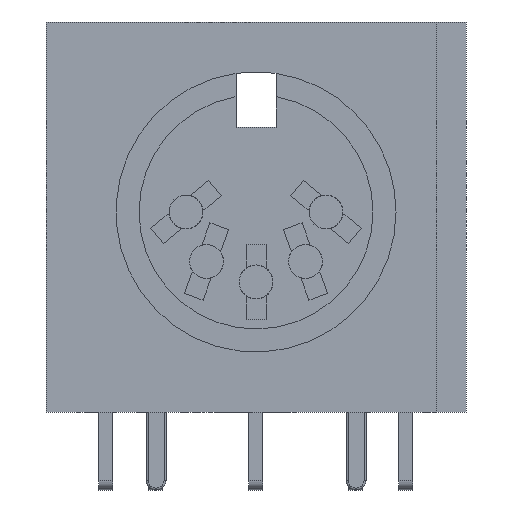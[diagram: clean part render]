
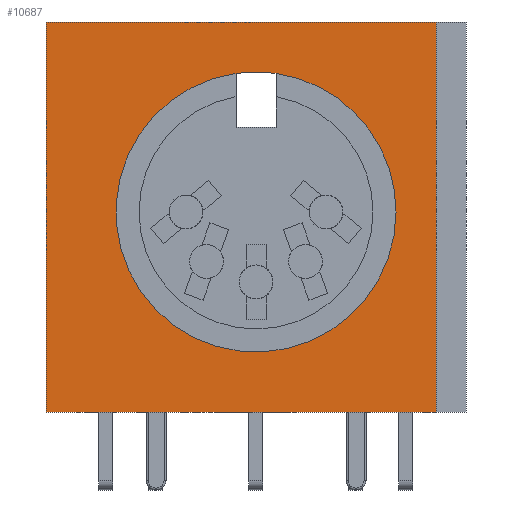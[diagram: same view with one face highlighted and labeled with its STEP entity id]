
A CAD part, front view. The second image highlights one B-rep face of the part: STEP entity #10687.
In plain terms, the highlighted planar face has unit normal (0, -1, 0).
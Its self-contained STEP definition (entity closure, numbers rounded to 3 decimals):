
#5776 = PLANE('',#5777);
#5777 = AXIS2_PLACEMENT_3D('',#5778,#5779,#5780);
#5778 = CARTESIAN_POINT('',(10.5,0.,-10.));
#5779 = DIRECTION('',(0.,0.,1.));
#5780 = DIRECTION('',(-1.,0.,0.));
#5936 = PLANE('',#5937);
#5937 = AXIS2_PLACEMENT_3D('',#5938,#5939,#5940);
#5938 = CARTESIAN_POINT('',(-10.5,0.,9.5));
#5939 = DIRECTION('',(0.,0.,-1.));
#5940 = DIRECTION('',(1.,0.,0.));
#6313 = CYLINDRICAL_SURFACE('',#6314,7.);
#6314 = AXIS2_PLACEMENT_3D('',#6315,#6316,#6317);
#6315 = CARTESIAN_POINT('',(0.,0.,0.));
#6316 = DIRECTION('',(0.,-1.,0.));
#6317 = DIRECTION('',(1.,0.,0.));
#6339 = CYLINDRICAL_SURFACE('',#6340,7.);
#6340 = AXIS2_PLACEMENT_3D('',#6341,#6342,#6343);
#6341 = CARTESIAN_POINT('',(0.,0.,0.));
#6342 = DIRECTION('',(0.,-1.,0.));
#6343 = DIRECTION('',(1.,0.,0.));
#7776 = CYLINDRICAL_SURFACE('',#7777,7.);
#7777 = AXIS2_PLACEMENT_3D('',#7778,#7779,#7780);
#7778 = CARTESIAN_POINT('',(0.,0.,0.));
#7779 = DIRECTION('',(0.,-1.,0.));
#7780 = DIRECTION('',(1.,0.,0.));
#7968 = VERTEX_POINT('',#7969);
#7969 = CARTESIAN_POINT('',(-10.5,0.,-10.));
#7983 = PLANE('',#7984);
#7984 = AXIS2_PLACEMENT_3D('',#7985,#7986,#7987);
#7985 = CARTESIAN_POINT('',(-10.5,0.,-10.));
#7986 = DIRECTION('',(1.,0.,0.));
#7987 = DIRECTION('',(0.,0.,1.));
#7995 = EDGE_CURVE('',#7996,#7968,#7998,.T.);
#7996 = VERTEX_POINT('',#7997);
#7997 = CARTESIAN_POINT('',(9.,0.,-10.));
#7998 = SURFACE_CURVE('',#7999,(#8003,#8010),.PCURVE_S1.);
#7999 = LINE('',#8000,#8001);
#8000 = CARTESIAN_POINT('',(10.5,0.,-10.));
#8001 = VECTOR('',#8002,1.);
#8002 = DIRECTION('',(-1.,0.,0.));
#8003 = PCURVE('',#5776,#8004);
#8004 = DEFINITIONAL_REPRESENTATION('',(#8005),#8009);
#8005 = LINE('',#8006,#8007);
#8006 = CARTESIAN_POINT('',(0.,0.));
#8007 = VECTOR('',#8008,1.);
#8008 = DIRECTION('',(1.,0.));
#8009 = ( GEOMETRIC_REPRESENTATION_CONTEXT(2) 
PARAMETRIC_REPRESENTATION_CONTEXT() REPRESENTATION_CONTEXT('2D SPACE',''
  ) );
#8010 = PCURVE('',#8011,#8016);
#8011 = PLANE('',#8012);
#8012 = AXIS2_PLACEMENT_3D('',#8013,#8014,#8015);
#8013 = CARTESIAN_POINT('',(0.,0.,-0.25));
#8014 = DIRECTION('',(0.,1.,0.));
#8015 = DIRECTION('',(0.,0.,1.));
#8016 = DEFINITIONAL_REPRESENTATION('',(#8017),#8021);
#8017 = LINE('',#8018,#8019);
#8018 = CARTESIAN_POINT('',(-9.75,10.5));
#8019 = VECTOR('',#8020,1.);
#8020 = DIRECTION('',(0.,-1.));
#8021 = ( GEOMETRIC_REPRESENTATION_CONTEXT(2) 
PARAMETRIC_REPRESENTATION_CONTEXT() REPRESENTATION_CONTEXT('2D SPACE',''
  ) );
#8037 = PLANE('',#8038);
#8038 = AXIS2_PLACEMENT_3D('',#8039,#8040,#8041);
#8039 = CARTESIAN_POINT('',(9.,0.45,-0.25));
#8040 = DIRECTION('',(-1.,0.,0.));
#8041 = DIRECTION('',(0.,0.,-1.));
#8101 = EDGE_CURVE('',#8102,#8104,#8106,.T.);
#8102 = VERTEX_POINT('',#8103);
#8103 = CARTESIAN_POINT('',(-10.5,0.,9.5));
#8104 = VERTEX_POINT('',#8105);
#8105 = CARTESIAN_POINT('',(9.,0.,9.5));
#8106 = SURFACE_CURVE('',#8107,(#8111,#8118),.PCURVE_S1.);
#8107 = LINE('',#8108,#8109);
#8108 = CARTESIAN_POINT('',(-10.5,0.,9.5));
#8109 = VECTOR('',#8110,1.);
#8110 = DIRECTION('',(1.,0.,0.));
#8111 = PCURVE('',#5936,#8112);
#8112 = DEFINITIONAL_REPRESENTATION('',(#8113),#8117);
#8113 = LINE('',#8114,#8115);
#8114 = CARTESIAN_POINT('',(0.,0.));
#8115 = VECTOR('',#8116,1.);
#8116 = DIRECTION('',(1.,0.));
#8117 = ( GEOMETRIC_REPRESENTATION_CONTEXT(2) 
PARAMETRIC_REPRESENTATION_CONTEXT() REPRESENTATION_CONTEXT('2D SPACE',''
  ) );
#8118 = PCURVE('',#8011,#8119);
#8119 = DEFINITIONAL_REPRESENTATION('',(#8120),#8124);
#8120 = LINE('',#8121,#8122);
#8121 = CARTESIAN_POINT('',(9.75,-10.5));
#8122 = VECTOR('',#8123,1.);
#8123 = DIRECTION('',(0.,1.));
#8124 = ( GEOMETRIC_REPRESENTATION_CONTEXT(2) 
PARAMETRIC_REPRESENTATION_CONTEXT() REPRESENTATION_CONTEXT('2D SPACE',''
  ) );
#8247 = EDGE_CURVE('',#8248,#8250,#8252,.T.);
#8248 = VERTEX_POINT('',#8249);
#8249 = CARTESIAN_POINT('',(1.,0.,6.928));
#8250 = VERTEX_POINT('',#8251);
#8251 = CARTESIAN_POINT('',(-1.,0.,6.928));
#8252 = SURFACE_CURVE('',#8253,(#8258,#8264),.PCURVE_S1.);
#8253 = CIRCLE('',#8254,7.);
#8254 = AXIS2_PLACEMENT_3D('',#8255,#8256,#8257);
#8255 = CARTESIAN_POINT('',(0.,0.,0.));
#8256 = DIRECTION('',(0.,-1.,0.));
#8257 = DIRECTION('',(1.,0.,0.));
#8258 = PCURVE('',#7776,#8259);
#8259 = DEFINITIONAL_REPRESENTATION('',(#8260),#8263);
#8260 = B_SPLINE_CURVE_WITH_KNOTS('',1,(#8261,#8262),.UNSPECIFIED.,.F.,
  .F.,(2,2),(1.427,1.714),.PIECEWISE_BEZIER_KNOTS.);
#8261 = CARTESIAN_POINT('',(1.427,0.));
#8262 = CARTESIAN_POINT('',(1.714,0.));
#8263 = ( GEOMETRIC_REPRESENTATION_CONTEXT(2) 
PARAMETRIC_REPRESENTATION_CONTEXT() REPRESENTATION_CONTEXT('2D SPACE',''
  ) );
#8264 = PCURVE('',#8011,#8265);
#8265 = DEFINITIONAL_REPRESENTATION('',(#8266),#8274);
#8266 = ( BOUNDED_CURVE() B_SPLINE_CURVE(2,(#8267,#8268,#8269,#8270,
#8271,#8272,#8273),.UNSPECIFIED.,.T.,.F.) B_SPLINE_CURVE_WITH_KNOTS((1,2
    ,2,2,2,1),(-2.094,0.,2.094,4.189,
6.283,8.378),.UNSPECIFIED.) CURVE() 
GEOMETRIC_REPRESENTATION_ITEM() RATIONAL_B_SPLINE_CURVE((1.,0.5,1.,0.5,
1.,0.5,1.)) REPRESENTATION_ITEM('') );
#8267 = CARTESIAN_POINT('',(0.25,7.));
#8268 = CARTESIAN_POINT('',(12.374,7.));
#8269 = CARTESIAN_POINT('',(6.312,-3.5));
#8270 = CARTESIAN_POINT('',(0.25,-14.));
#8271 = CARTESIAN_POINT('',(-5.812,-3.5));
#8272 = CARTESIAN_POINT('',(-11.874,7.));
#8273 = CARTESIAN_POINT('',(0.25,7.));
#8274 = ( GEOMETRIC_REPRESENTATION_CONTEXT(2) 
PARAMETRIC_REPRESENTATION_CONTEXT() REPRESENTATION_CONTEXT('2D SPACE',''
  ) );
#8320 = VERTEX_POINT('',#8321);
#8321 = CARTESIAN_POINT('',(7.,0.,0.));
#8340 = EDGE_CURVE('',#8250,#8320,#8341,.T.);
#8341 = SURFACE_CURVE('',#8342,(#8347,#8353),.PCURVE_S1.);
#8342 = CIRCLE('',#8343,7.);
#8343 = AXIS2_PLACEMENT_3D('',#8344,#8345,#8346);
#8344 = CARTESIAN_POINT('',(0.,0.,0.));
#8345 = DIRECTION('',(0.,-1.,0.));
#8346 = DIRECTION('',(1.,0.,0.));
#8347 = PCURVE('',#6313,#8348);
#8348 = DEFINITIONAL_REPRESENTATION('',(#8349),#8352);
#8349 = B_SPLINE_CURVE_WITH_KNOTS('',1,(#8350,#8351),.UNSPECIFIED.,.F.,
  .F.,(2,2),(1.714,6.283),.PIECEWISE_BEZIER_KNOTS.);
#8350 = CARTESIAN_POINT('',(1.714,0.));
#8351 = CARTESIAN_POINT('',(6.283,0.));
#8352 = ( GEOMETRIC_REPRESENTATION_CONTEXT(2) 
PARAMETRIC_REPRESENTATION_CONTEXT() REPRESENTATION_CONTEXT('2D SPACE',''
  ) );
#8353 = PCURVE('',#8011,#8354);
#8354 = DEFINITIONAL_REPRESENTATION('',(#8355),#8363);
#8355 = ( BOUNDED_CURVE() B_SPLINE_CURVE(2,(#8356,#8357,#8358,#8359,
#8360,#8361,#8362),.UNSPECIFIED.,.T.,.F.) B_SPLINE_CURVE_WITH_KNOTS((1,2
    ,2,2,2,1),(-2.094,0.,2.094,4.189,
6.283,8.378),.UNSPECIFIED.) CURVE() 
GEOMETRIC_REPRESENTATION_ITEM() RATIONAL_B_SPLINE_CURVE((1.,0.5,1.,0.5,
1.,0.5,1.)) REPRESENTATION_ITEM('') );
#8356 = CARTESIAN_POINT('',(0.25,7.));
#8357 = CARTESIAN_POINT('',(12.374,7.));
#8358 = CARTESIAN_POINT('',(6.312,-3.5));
#8359 = CARTESIAN_POINT('',(0.25,-14.));
#8360 = CARTESIAN_POINT('',(-5.812,-3.5));
#8361 = CARTESIAN_POINT('',(-11.874,7.));
#8362 = CARTESIAN_POINT('',(0.25,7.));
#8363 = ( GEOMETRIC_REPRESENTATION_CONTEXT(2) 
PARAMETRIC_REPRESENTATION_CONTEXT() REPRESENTATION_CONTEXT('2D SPACE',''
  ) );
#8370 = EDGE_CURVE('',#8320,#8248,#8371,.T.);
#8371 = SURFACE_CURVE('',#8372,(#8377,#8383),.PCURVE_S1.);
#8372 = CIRCLE('',#8373,7.);
#8373 = AXIS2_PLACEMENT_3D('',#8374,#8375,#8376);
#8374 = CARTESIAN_POINT('',(0.,0.,0.));
#8375 = DIRECTION('',(0.,-1.,0.));
#8376 = DIRECTION('',(1.,0.,0.));
#8377 = PCURVE('',#6339,#8378);
#8378 = DEFINITIONAL_REPRESENTATION('',(#8379),#8382);
#8379 = B_SPLINE_CURVE_WITH_KNOTS('',1,(#8380,#8381),.UNSPECIFIED.,.F.,
  .F.,(2,2),(0.,1.427),.PIECEWISE_BEZIER_KNOTS.);
#8380 = CARTESIAN_POINT('',(0.,0.));
#8381 = CARTESIAN_POINT('',(1.427,0.));
#8382 = ( GEOMETRIC_REPRESENTATION_CONTEXT(2) 
PARAMETRIC_REPRESENTATION_CONTEXT() REPRESENTATION_CONTEXT('2D SPACE',''
  ) );
#8383 = PCURVE('',#8011,#8384);
#8384 = DEFINITIONAL_REPRESENTATION('',(#8385),#8393);
#8385 = ( BOUNDED_CURVE() B_SPLINE_CURVE(2,(#8386,#8387,#8388,#8389,
#8390,#8391,#8392),.UNSPECIFIED.,.T.,.F.) B_SPLINE_CURVE_WITH_KNOTS((1,2
    ,2,2,2,1),(-2.094,0.,2.094,4.189,
6.283,8.378),.UNSPECIFIED.) CURVE() 
GEOMETRIC_REPRESENTATION_ITEM() RATIONAL_B_SPLINE_CURVE((1.,0.5,1.,0.5,
1.,0.5,1.)) REPRESENTATION_ITEM('') );
#8386 = CARTESIAN_POINT('',(0.25,7.));
#8387 = CARTESIAN_POINT('',(12.374,7.));
#8388 = CARTESIAN_POINT('',(6.312,-3.5));
#8389 = CARTESIAN_POINT('',(0.25,-14.));
#8390 = CARTESIAN_POINT('',(-5.812,-3.5));
#8391 = CARTESIAN_POINT('',(-11.874,7.));
#8392 = CARTESIAN_POINT('',(0.25,7.));
#8393 = ( GEOMETRIC_REPRESENTATION_CONTEXT(2) 
PARAMETRIC_REPRESENTATION_CONTEXT() REPRESENTATION_CONTEXT('2D SPACE',''
  ) );
#10664 = EDGE_CURVE('',#7996,#8104,#10665,.T.);
#10665 = SURFACE_CURVE('',#10666,(#10670,#10677),.PCURVE_S1.);
#10666 = LINE('',#10667,#10668);
#10667 = CARTESIAN_POINT('',(9.,0.,-10.));
#10668 = VECTOR('',#10669,1.);
#10669 = DIRECTION('',(0.,0.,1.));
#10670 = PCURVE('',#8037,#10671);
#10671 = DEFINITIONAL_REPRESENTATION('',(#10672),#10676);
#10672 = LINE('',#10673,#10674);
#10673 = CARTESIAN_POINT('',(9.75,0.45));
#10674 = VECTOR('',#10675,1.);
#10675 = DIRECTION('',(-1.,0.));
#10676 = ( GEOMETRIC_REPRESENTATION_CONTEXT(2) 
PARAMETRIC_REPRESENTATION_CONTEXT() REPRESENTATION_CONTEXT('2D SPACE',''
  ) );
#10677 = PCURVE('',#8011,#10678);
#10678 = DEFINITIONAL_REPRESENTATION('',(#10679),#10683);
#10679 = LINE('',#10680,#10681);
#10680 = CARTESIAN_POINT('',(-9.75,9.));
#10681 = VECTOR('',#10682,1.);
#10682 = DIRECTION('',(1.,0.));
#10683 = ( GEOMETRIC_REPRESENTATION_CONTEXT(2) 
PARAMETRIC_REPRESENTATION_CONTEXT() REPRESENTATION_CONTEXT('2D SPACE',''
  ) );
#10687 = ADVANCED_FACE('',(#10688,#10714),#8011,.F.);
#10688 = FACE_BOUND('',#10689,.F.);
#10689 = EDGE_LOOP('',(#10690,#10711,#10712,#10713));
#10690 = ORIENTED_EDGE('',*,*,#10691,.T.);
#10691 = EDGE_CURVE('',#7968,#8102,#10692,.T.);
#10692 = SURFACE_CURVE('',#10693,(#10697,#10704),.PCURVE_S1.);
#10693 = LINE('',#10694,#10695);
#10694 = CARTESIAN_POINT('',(-10.5,0.,-10.));
#10695 = VECTOR('',#10696,1.);
#10696 = DIRECTION('',(0.,0.,1.));
#10697 = PCURVE('',#8011,#10698);
#10698 = DEFINITIONAL_REPRESENTATION('',(#10699),#10703);
#10699 = LINE('',#10700,#10701);
#10700 = CARTESIAN_POINT('',(-9.75,-10.5));
#10701 = VECTOR('',#10702,1.);
#10702 = DIRECTION('',(1.,0.));
#10703 = ( GEOMETRIC_REPRESENTATION_CONTEXT(2) 
PARAMETRIC_REPRESENTATION_CONTEXT() REPRESENTATION_CONTEXT('2D SPACE',''
  ) );
#10704 = PCURVE('',#7983,#10705);
#10705 = DEFINITIONAL_REPRESENTATION('',(#10706),#10710);
#10706 = LINE('',#10707,#10708);
#10707 = CARTESIAN_POINT('',(0.,0.));
#10708 = VECTOR('',#10709,1.);
#10709 = DIRECTION('',(1.,0.));
#10710 = ( GEOMETRIC_REPRESENTATION_CONTEXT(2) 
PARAMETRIC_REPRESENTATION_CONTEXT() REPRESENTATION_CONTEXT('2D SPACE',''
  ) );
#10711 = ORIENTED_EDGE('',*,*,#8101,.T.);
#10712 = ORIENTED_EDGE('',*,*,#10664,.F.);
#10713 = ORIENTED_EDGE('',*,*,#7995,.T.);
#10714 = FACE_BOUND('',#10715,.F.);
#10715 = EDGE_LOOP('',(#10716,#10717,#10718));
#10716 = ORIENTED_EDGE('',*,*,#8370,.T.);
#10717 = ORIENTED_EDGE('',*,*,#8247,.T.);
#10718 = ORIENTED_EDGE('',*,*,#8340,.T.);
